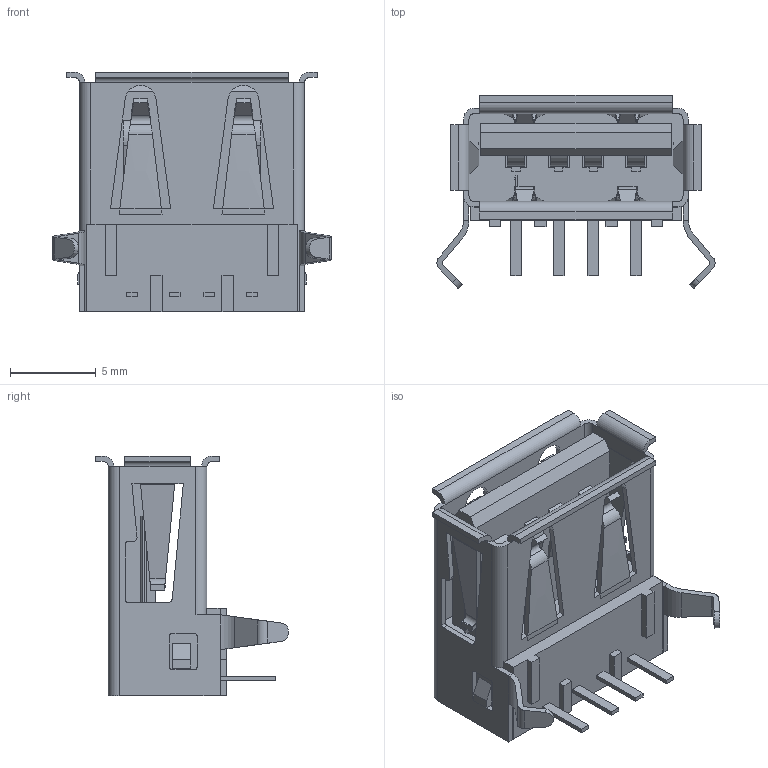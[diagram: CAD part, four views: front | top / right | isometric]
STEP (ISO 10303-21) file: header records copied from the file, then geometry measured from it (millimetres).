
FILE_DESCRIPTION((''),'2;1');
FILE_NAME('C-292303-1','2012-03-29T',('workeradm'),('Tyco Electronics Ltd.'),'PRO/ENGINEER BY PARAMETRIC TECHNOLOGY CORPORATION, 2010430','PRO/ENGINEER BY PARAMETRIC TECHNOLOGY CORPORATION, 2010430','');
FILE_SCHEMA(('AUTOMOTIVE_DESIGN { 1 0 10303 214 1 1 1 1 }'));
Length unit declared in the file: millimetre
Products named in the file (1): C-292303-1
Bounding box: 16.23 x 11.26 x 14 mm (x, y, z)
Volume: 700.3 mm3; surface area: 1333.2 mm2
Topology: 1 solids, 1 shells, 421 faces, 1094 edges, 688 vertices
Faces by surface type: plane 286, cylinder 79, bspline 54, extrusion 2
Entity records: 14846 total; most frequent: CARTESIAN_POINT 4624, ORIENTED_EDGE 2188, DIRECTION 1796, EDGE_CURVE 1094, VECTOR 870, LINE 868, VERTEX_POINT 688, AXIS2_PLACEMENT_3D 463
